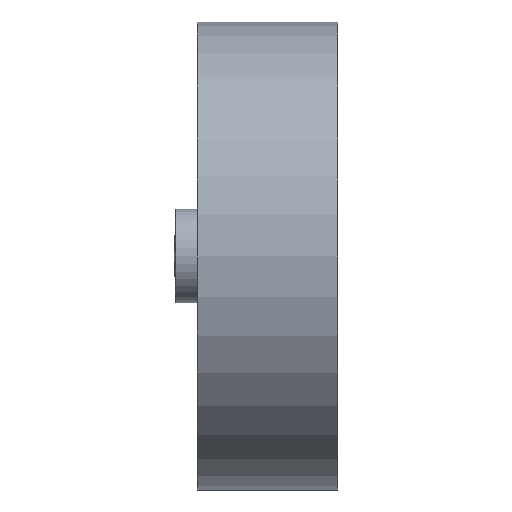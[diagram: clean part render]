
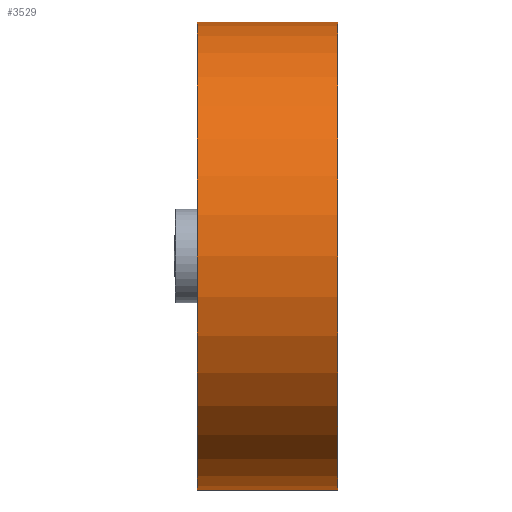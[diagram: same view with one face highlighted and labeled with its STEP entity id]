
A CAD part, left-side view. The second image highlights one B-rep face of the part: STEP entity #3529.
In plain terms, the highlighted cylindrical face has radius 50 mm (diameter 100 mm), a full revolution.
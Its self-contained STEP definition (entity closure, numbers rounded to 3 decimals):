
#273=B_SPLINE_CURVE_WITH_KNOTS('',3,(#9118,#9119,#9120,#9121,#9122,#9123,
#9124,#9125,#9126,#9127,#9128,#9129,#9130,#9131,#9132,#9133,#9134,#9135),
 .UNSPECIFIED.,.F.,.F.,(4,2,2,2,2,2,2,2,4),(1.246,1.557,
1.868,2.18,2.491,2.802,3.114,
3.425,3.737),.UNSPECIFIED.);
#274=B_SPLINE_CURVE_WITH_KNOTS('',3,(#9137,#9138,#9139,#9140,#9141,#9142,
#9143,#9144,#9145,#9146),.UNSPECIFIED.,.F.,.F.,(4,2,2,2,4),(4.982,
5.293,5.605,5.916,6.228),
 .UNSPECIFIED.);
#275=B_SPLINE_CURVE_WITH_KNOTS('',3,(#9150,#9151,#9152,#9153,#9154,#9155,
#9156,#9157,#9158,#9159),.UNSPECIFIED.,.F.,.F.,(4,2,2,2,4),(3.737,
4.048,4.359,4.671,4.982),
 .UNSPECIFIED.);
#318=FACE_BOUND('',#781,.T.);
#561=FACE_OUTER_BOUND('',#780,.T.);
#780=EDGE_LOOP('',(#3120,#3121,#3122,#3123));
#781=EDGE_LOOP('',(#3124,#3125,#3126));
#993=LINE('',#14076,#1198);
#1198=VECTOR('',#4498,50.);
#1242=CIRCLE('',#3793,50.);
#1243=CIRCLE('',#3794,50.);
#1554=VERTEX_POINT('',#9116);
#1555=VERTEX_POINT('',#9117);
#1556=VERTEX_POINT('',#9136);
#1570=VERTEX_POINT('',#14073);
#1571=VERTEX_POINT('',#14075);
#2044=EDGE_CURVE('',#1554,#1555,#273,.T.);
#2045=EDGE_CURVE('',#1556,#1554,#274,.T.);
#2048=EDGE_CURVE('',#1555,#1556,#275,.T.);
#2094=EDGE_CURVE('',#1570,#1570,#1242,.T.);
#2095=EDGE_CURVE('',#1570,#1571,#993,.T.);
#2096=EDGE_CURVE('',#1571,#1571,#1243,.T.);
#3120=ORIENTED_EDGE('',*,*,#2094,.F.);
#3121=ORIENTED_EDGE('',*,*,#2095,.T.);
#3122=ORIENTED_EDGE('',*,*,#2096,.T.);
#3123=ORIENTED_EDGE('',*,*,#2095,.F.);
#3124=ORIENTED_EDGE('',*,*,#2044,.T.);
#3125=ORIENTED_EDGE('',*,*,#2048,.T.);
#3126=ORIENTED_EDGE('',*,*,#2045,.T.);
#3318=CYLINDRICAL_SURFACE('',#3792,50.);
#3529=ADVANCED_FACE('',(#561,#318),#3318,.T.);
#3792=AXIS2_PLACEMENT_3D('',#14072,#4494,#4495);
#3793=AXIS2_PLACEMENT_3D('',#14074,#4496,#4497);
#3794=AXIS2_PLACEMENT_3D('',#14077,#4499,#4500);
#4494=DIRECTION('center_axis',(0.,1.,0.));
#4495=DIRECTION('ref_axis',(1.,0.,0.));
#4496=DIRECTION('center_axis',(0.,1.,0.));
#4497=DIRECTION('ref_axis',(1.,0.,0.));
#4498=DIRECTION('',(0.,-1.,0.));
#4499=DIRECTION('center_axis',(0.,1.,0.));
#4500=DIRECTION('ref_axis',(1.,0.,0.));
#9116=CARTESIAN_POINT('',(50.,23.25,0.));
#9117=CARTESIAN_POINT('',(50.,6.75,0.));
#9118=CARTESIAN_POINT('Ctrl Pts',(50.,23.25,0.));
#9119=CARTESIAN_POINT('Ctrl Pts',(50.,23.25,-1.038));
#9120=CARTESIAN_POINT('Ctrl Pts',(49.964,23.042,-2.144));
#9121=CARTESIAN_POINT('Ctrl Pts',(49.836,22.2,-4.176));
#9122=CARTESIAN_POINT('Ctrl Pts',(49.744,21.565,-5.102));
#9123=CARTESIAN_POINT('Ctrl Pts',(49.573,20.102,-6.565));
#9124=CARTESIAN_POINT('Ctrl Pts',(49.481,19.176,-7.2));
#9125=CARTESIAN_POINT('Ctrl Pts',(49.351,17.144,-8.042));
#9126=CARTESIAN_POINT('Ctrl Pts',(49.315,16.038,-8.25));
#9127=CARTESIAN_POINT('Ctrl Pts',(49.315,13.962,-8.25));
#9128=CARTESIAN_POINT('Ctrl Pts',(49.351,12.856,-8.042));
#9129=CARTESIAN_POINT('Ctrl Pts',(49.481,10.824,-7.2));
#9130=CARTESIAN_POINT('Ctrl Pts',(49.573,9.898,-6.565));
#9131=CARTESIAN_POINT('Ctrl Pts',(49.744,8.435,-5.102));
#9132=CARTESIAN_POINT('Ctrl Pts',(49.836,7.8,-4.176));
#9133=CARTESIAN_POINT('Ctrl Pts',(49.964,6.958,-2.144));
#9134=CARTESIAN_POINT('Ctrl Pts',(50.,6.75,-1.038));
#9135=CARTESIAN_POINT('Ctrl Pts',(50.,6.75,0.));
#9136=CARTESIAN_POINT('',(49.315,15.,8.25));
#9137=CARTESIAN_POINT('Ctrl Pts',(49.315,15.,8.25));
#9138=CARTESIAN_POINT('Ctrl Pts',(49.315,16.038,8.25));
#9139=CARTESIAN_POINT('Ctrl Pts',(49.351,17.144,8.042));
#9140=CARTESIAN_POINT('Ctrl Pts',(49.481,19.176,7.2));
#9141=CARTESIAN_POINT('Ctrl Pts',(49.573,20.102,6.565));
#9142=CARTESIAN_POINT('Ctrl Pts',(49.744,21.565,5.102));
#9143=CARTESIAN_POINT('Ctrl Pts',(49.836,22.2,4.176));
#9144=CARTESIAN_POINT('Ctrl Pts',(49.964,23.042,2.144));
#9145=CARTESIAN_POINT('Ctrl Pts',(50.,23.25,1.038));
#9146=CARTESIAN_POINT('Ctrl Pts',(50.,23.25,0.));
#9150=CARTESIAN_POINT('Ctrl Pts',(50.,6.75,0.));
#9151=CARTESIAN_POINT('Ctrl Pts',(50.,6.75,1.038));
#9152=CARTESIAN_POINT('Ctrl Pts',(49.964,6.958,2.144));
#9153=CARTESIAN_POINT('Ctrl Pts',(49.836,7.8,4.176));
#9154=CARTESIAN_POINT('Ctrl Pts',(49.744,8.435,5.102));
#9155=CARTESIAN_POINT('Ctrl Pts',(49.573,9.898,6.565));
#9156=CARTESIAN_POINT('Ctrl Pts',(49.481,10.824,7.2));
#9157=CARTESIAN_POINT('Ctrl Pts',(49.351,12.856,8.042));
#9158=CARTESIAN_POINT('Ctrl Pts',(49.315,13.962,8.25));
#9159=CARTESIAN_POINT('Ctrl Pts',(49.315,15.,8.25));
#14072=CARTESIAN_POINT('Origin',(0.,0.,0.));
#14073=CARTESIAN_POINT('',(-50.,30.,0.));
#14074=CARTESIAN_POINT('Origin',(0.,30.,0.));
#14075=CARTESIAN_POINT('',(-50.,0.,0.));
#14076=CARTESIAN_POINT('',(-50.,0.,0.));
#14077=CARTESIAN_POINT('Origin',(0.,0.,0.));
